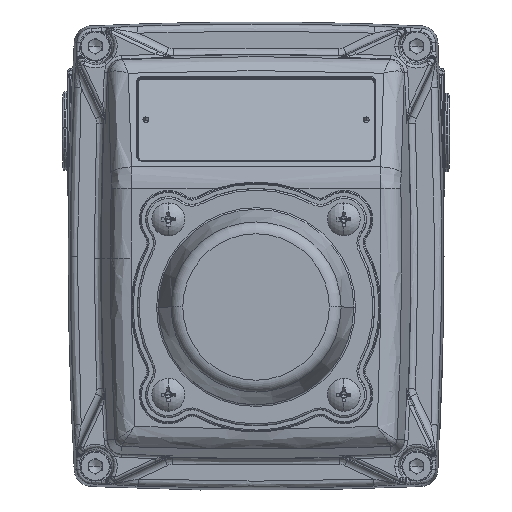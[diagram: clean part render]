
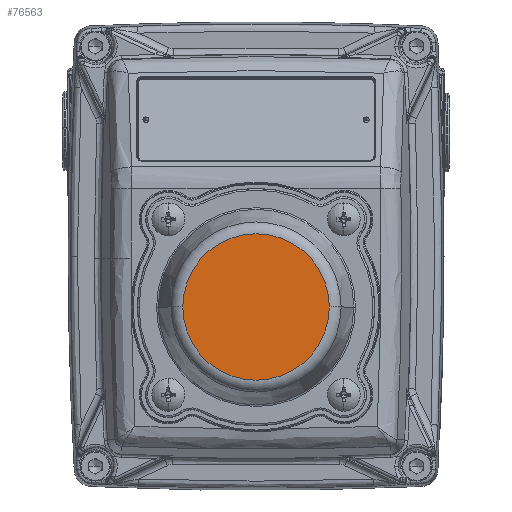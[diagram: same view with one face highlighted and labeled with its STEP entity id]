
A CAD part, top view. The second image highlights one B-rep face of the part: STEP entity #76563.
In plain terms, the highlighted planar face has unit normal (0, 0, 1).
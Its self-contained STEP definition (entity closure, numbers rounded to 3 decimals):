
#3812 = CARTESIAN_POINT ( 'NONE',  ( -20.955, 0., 20. ) ) ;
#4955 = DIRECTION ( 'NONE',  ( 0., 0., 1. ) ) ;
#5460 = FACE_OUTER_BOUND ( 'NONE', #73239, .T. ) ;
#5497 = AXIS2_PLACEMENT_3D ( 'NONE', #47084, #52874, #15862 ) ;
#11418 = AXIS2_PLACEMENT_3D ( 'NONE', #68792, #18365, #31239 ) ;
#15616 = VERTEX_POINT ( 'NONE', #71399 ) ;
#15862 = DIRECTION ( 'NONE',  ( 1., 0., 0. ) ) ;
#18365 = DIRECTION ( 'NONE',  ( 0., 0., 1. ) ) ;
#21570 = ORIENTED_EDGE ( 'NONE', *, *, #32249, .T. ) ;
#28452 = PLANE ( 'NONE',  #5497 ) ;
#30176 = CARTESIAN_POINT ( 'NONE',  ( 0., 0., 20. ) ) ;
#30438 = DIRECTION ( 'NONE',  ( 1., 0., 0. ) ) ;
#31239 = DIRECTION ( 'NONE',  ( 1., 0., 0. ) ) ;
#32249 = EDGE_CURVE ( 'NONE', #15616, #69978, #34441, .T. ) ;
#34441 = CIRCLE ( 'NONE', #56796, 20.955 ) ;
#37139 = EDGE_CURVE ( 'NONE', #69978, #15616, #56534, .T. ) ;
#47084 = CARTESIAN_POINT ( 'NONE',  ( 0., 0., 20. ) ) ;
#52874 = DIRECTION ( 'NONE',  ( 0., 0., 1. ) ) ;
#56534 = CIRCLE ( 'NONE', #11418, 20.955 ) ;
#56796 = AXIS2_PLACEMENT_3D ( 'NONE', #30176, #4955, #30438 ) ;
#68792 = CARTESIAN_POINT ( 'NONE',  ( 0., 0., 20. ) ) ;
#69978 = VERTEX_POINT ( 'NONE', #3812 ) ;
#71399 = CARTESIAN_POINT ( 'NONE',  ( 20.955, 0., 20. ) ) ;
#73239 = EDGE_LOOP ( 'NONE', ( #21570, #73827 ) ) ;
#73827 = ORIENTED_EDGE ( 'NONE', *, *, #37139, .T. ) ;
#76563 = ADVANCED_FACE ( 'NONE', ( #5460 ), #28452, .T. ) ;
